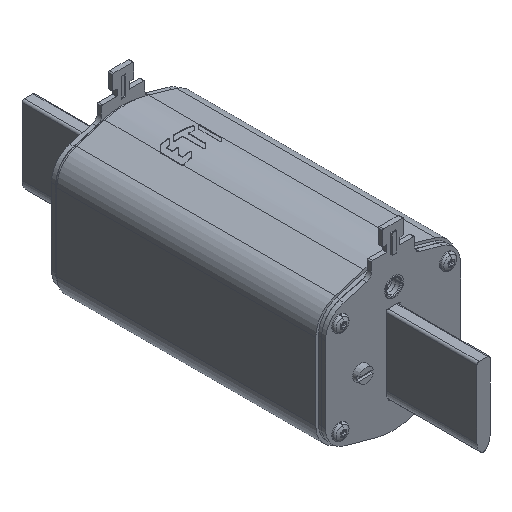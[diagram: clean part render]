
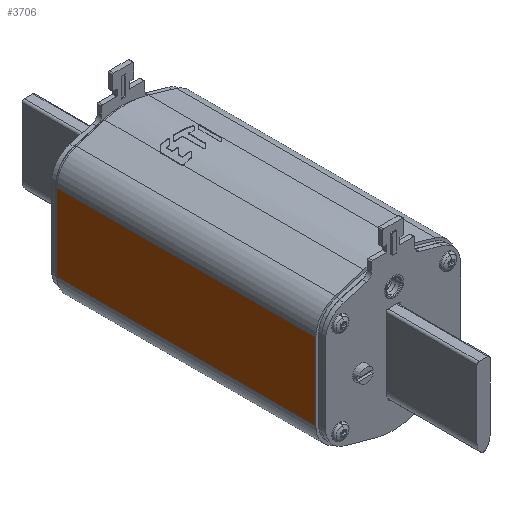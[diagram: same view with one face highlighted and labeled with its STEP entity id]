
A CAD part, isometric view. The second image highlights one B-rep face of the part: STEP entity #3706.
In plain terms, the highlighted face is planar.
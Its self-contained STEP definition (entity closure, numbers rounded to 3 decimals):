
#270=DIRECTION('',(1.,0.,0.));
#271=VECTOR('',#270,119.);
#272=CARTESIAN_POINT('',(-59.5,-32.,-17.676));
#273=LINE('',#272,#271);
#284=DIRECTION('',(0.,0.,1.));
#285=VECTOR('',#284,35.351);
#286=CARTESIAN_POINT('',(-59.5,-32.,-17.676));
#287=LINE('',#286,#285);
#298=DIRECTION('',(-1.,0.,0.));
#299=VECTOR('',#298,119.);
#300=CARTESIAN_POINT('',(59.5,-32.,17.676));
#301=LINE('',#300,#299);
#1114=DIRECTION('',(0.,0.,1.));
#1115=VECTOR('',#1114,35.351);
#1116=CARTESIAN_POINT('',(59.5,-32.,-17.676));
#1117=LINE('',#1116,#1115);
#3202=CARTESIAN_POINT('',(-59.5,-32.,-17.676));
#3204=VERTEX_POINT('',#3202);
#3224=CARTESIAN_POINT('',(-59.5,-32.,17.676));
#3225=VERTEX_POINT('',#3224);
#3242=CARTESIAN_POINT('',(59.5,-32.,-17.676));
#3243=VERTEX_POINT('',#3242);
#3246=CARTESIAN_POINT('',(59.5,-32.,17.676));
#3247=VERTEX_POINT('',#3246);
#3693=CARTESIAN_POINT('',(-59.5,-32.,17.676));
#3694=DIRECTION('',(0.,-1.,0.));
#3695=DIRECTION('',(0.,0.,-1.));
#3696=AXIS2_PLACEMENT_3D('',#3693,#3694,#3695);
#3697=PLANE('',#3696);
#3698=ORIENTED_EDGE('',*,*,#3643,.T.);
#3700=ORIENTED_EDGE('',*,*,#3699,.F.);
#3702=ORIENTED_EDGE('',*,*,#3701,.F.);
#3703=ORIENTED_EDGE('',*,*,#3684,.F.);
#3704=EDGE_LOOP('',(#3698,#3700,#3702,#3703));
#3705=FACE_OUTER_BOUND('',#3704,.F.);
#3643=EDGE_CURVE('',#3204,#3225,#287,.T.);
#3684=EDGE_CURVE('',#3204,#3243,#273,.T.);
#3699=EDGE_CURVE('',#3247,#3225,#301,.T.);
#3701=EDGE_CURVE('',#3243,#3247,#1117,.T.);
#3706=ADVANCED_FACE('',(#3705),#3697,.T.);
